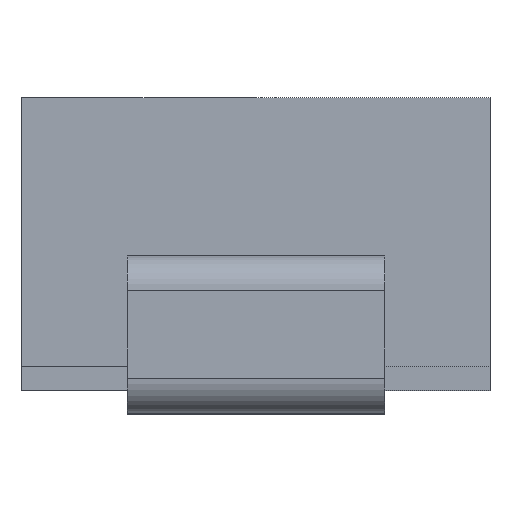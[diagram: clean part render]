
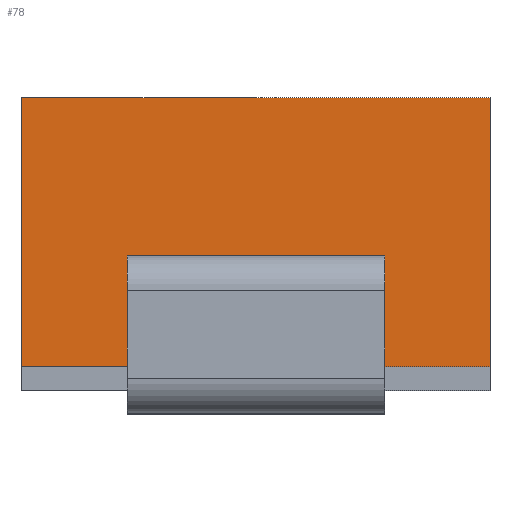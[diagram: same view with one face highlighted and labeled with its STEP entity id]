
A CAD part, top view. The second image highlights one B-rep face of the part: STEP entity #78.
In plain terms, the highlighted planar face has unit normal (0, 0, 1).
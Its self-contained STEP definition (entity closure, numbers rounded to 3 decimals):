
#21 = FACE_OUTER_BOUND ( 'NONE', #273, .T. ) ;
#52 = DIRECTION ( 'NONE',  ( -1., 0., 0. ) ) ;
#62 = DIRECTION ( 'NONE',  ( -1., 0., 0. ) ) ;
#78 = ADVANCED_FACE ( 'NONE', ( #21 ), #461, .F. ) ;
#114 = CARTESIAN_POINT ( 'NONE',  ( -2., 2.7, 2.3 ) ) ;
#165 = LINE ( 'NONE', #824, #401 ) ;
#252 = CARTESIAN_POINT ( 'NONE',  ( 2., 0.4, 2.3 ) ) ;
#273 = EDGE_LOOP ( 'NONE', ( #299, #1104, #462, #376 ) ) ;
#299 = ORIENTED_EDGE ( 'NONE', *, *, #313, .T. ) ;
#313 = EDGE_CURVE ( 'NONE', #1084, #1184, #601, .T. ) ;
#343 = CARTESIAN_POINT ( 'NONE',  ( 2., 0.4, 2.3 ) ) ;
#375 = DIRECTION ( 'NONE',  ( -1., 0., 0. ) ) ;
#376 = ORIENTED_EDGE ( 'NONE', *, *, #430, .T. ) ;
#388 = DIRECTION ( 'NONE',  ( 0., -1., 0. ) ) ;
#394 = VERTEX_POINT ( 'NONE', #1226 ) ;
#396 = DIRECTION ( 'NONE',  ( 0., -1., 0. ) ) ;
#401 = VECTOR ( 'NONE', #375, 1000. ) ;
#430 = EDGE_CURVE ( 'NONE', #394, #1084, #165, .T. ) ;
#461 = PLANE ( 'NONE',  #1102 ) ;
#462 = ORIENTED_EDGE ( 'NONE', *, *, #886, .F. ) ;
#502 = LINE ( 'NONE', #1244, #565 ) ;
#506 = LINE ( 'NONE', #252, #622 ) ;
#549 = EDGE_CURVE ( 'NONE', #1042, #1184, #506, .T. ) ;
#565 = VECTOR ( 'NONE', #396, 1000. ) ;
#601 = LINE ( 'NONE', #913, #1115 ) ;
#622 = VECTOR ( 'NONE', #62, 1000. ) ;
#824 = CARTESIAN_POINT ( 'NONE',  ( 2., 2.7, 2.3 ) ) ;
#829 = CARTESIAN_POINT ( 'NONE',  ( 2., 0.4, 2.3 ) ) ;
#886 = EDGE_CURVE ( 'NONE', #394, #1042, #502, .T. ) ;
#913 = CARTESIAN_POINT ( 'NONE',  ( -2., 0.4, 2.3 ) ) ;
#1042 = VERTEX_POINT ( 'NONE', #829 ) ;
#1084 = VERTEX_POINT ( 'NONE', #114 ) ;
#1102 = AXIS2_PLACEMENT_3D ( 'NONE', #343, #1302, #52 ) ;
#1104 = ORIENTED_EDGE ( 'NONE', *, *, #549, .F. ) ;
#1115 = VECTOR ( 'NONE', #388, 1000. ) ;
#1147 = CARTESIAN_POINT ( 'NONE',  ( -2., 0.4, 2.3 ) ) ;
#1184 = VERTEX_POINT ( 'NONE', #1147 ) ;
#1226 = CARTESIAN_POINT ( 'NONE',  ( 2., 2.7, 2.3 ) ) ;
#1244 = CARTESIAN_POINT ( 'NONE',  ( 2., 0.4, 2.3 ) ) ;
#1302 = DIRECTION ( 'NONE',  ( 0., 0., -1. ) ) ;
